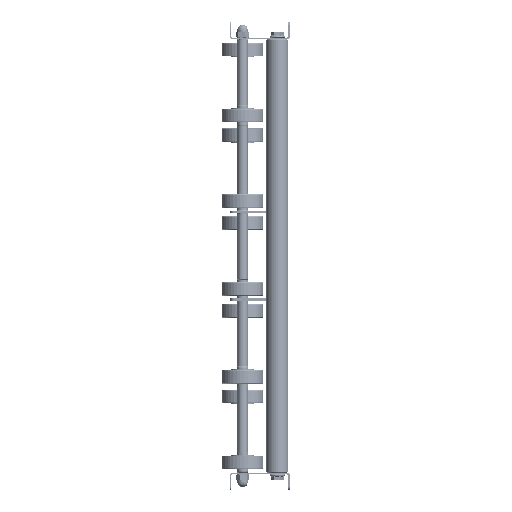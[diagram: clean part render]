
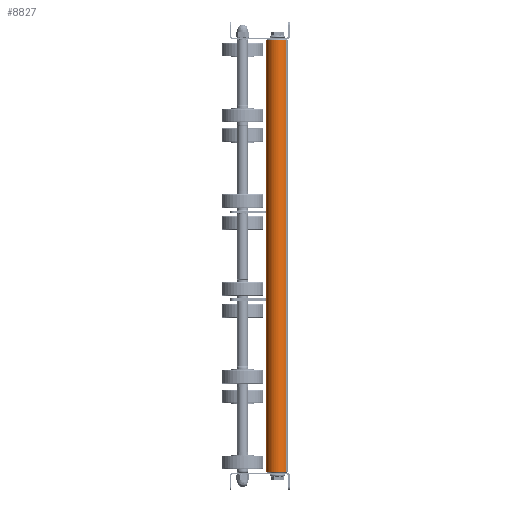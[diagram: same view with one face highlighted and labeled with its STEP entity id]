
A CAD part, left-side view. The second image highlights one B-rep face of the part: STEP entity #8827.
In plain terms, the highlighted cylindrical face has radius 12.5 mm (diameter 25 mm), a partial arc.
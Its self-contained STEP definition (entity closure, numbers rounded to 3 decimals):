
#892 = DIRECTION ( 'NONE',  ( 0., 0., -1. ) ) ;
#931 = EDGE_CURVE ( 'NONE', #14801, #11379, #2903, .T. ) ;
#1773 = AXIS2_PLACEMENT_3D ( 'NONE', #18413, #13944, #892 ) ;
#2567 = DIRECTION ( 'NONE',  ( -1., 0., 0. ) ) ;
#2903 = LINE ( 'NONE', #11951, #11770 ) ;
#3025 = VECTOR ( 'NONE', #2567, 1000. ) ;
#3083 = DIRECTION ( 'NONE',  ( 0., 0., 1. ) ) ;
#3601 = CARTESIAN_POINT ( 'NONE',  ( 499., 0., 12.5 ) ) ;
#5283 = CARTESIAN_POINT ( 'NONE',  ( 1., 0., -12.5 ) ) ;
#5359 = EDGE_CURVE ( 'NONE', #26449, #15527, #8390, .T. ) ;
#7518 = FACE_OUTER_BOUND ( 'NONE', #23514, .T. ) ;
#7579 = CARTESIAN_POINT ( 'NONE',  ( 499., 0., -12.5 ) ) ;
#8390 = LINE ( 'NONE', #11601, #3025 ) ;
#8827 = ADVANCED_FACE ( 'NONE', ( #7518 ), #14651, .T. ) ;
#9725 = DIRECTION ( 'NONE',  ( -1., 0., 0. ) ) ;
#10313 = CIRCLE ( 'NONE', #1773, 12.5 ) ;
#11379 = VERTEX_POINT ( 'NONE', #27263 ) ;
#11601 = CARTESIAN_POINT ( 'NONE',  ( 500., 0., -12.5 ) ) ;
#11770 = VECTOR ( 'NONE', #9725, 1000. ) ;
#11951 = CARTESIAN_POINT ( 'NONE',  ( 500., 0., 12.5 ) ) ;
#13764 = ORIENTED_EDGE ( 'NONE', *, *, #28027, .T. ) ;
#13944 = DIRECTION ( 'NONE',  ( 1., 0., 0. ) ) ;
#14651 = CYLINDRICAL_SURFACE ( 'NONE', #22889, 12.5 ) ;
#14801 = VERTEX_POINT ( 'NONE', #3601 ) ;
#15527 = VERTEX_POINT ( 'NONE', #5283 ) ;
#16071 = AXIS2_PLACEMENT_3D ( 'NONE', #28083, #25992, #16346 ) ;
#16346 = DIRECTION ( 'NONE',  ( 0., 0., -1. ) ) ;
#16467 = ORIENTED_EDGE ( 'NONE', *, *, #5359, .F. ) ;
#16609 = CARTESIAN_POINT ( 'NONE',  ( 500., 0., 0. ) ) ;
#18413 = CARTESIAN_POINT ( 'NONE',  ( 1., 0., 0. ) ) ;
#20991 = ORIENTED_EDGE ( 'NONE', *, *, #931, .T. ) ;
#21204 = DIRECTION ( 'NONE',  ( -1., 0., 0. ) ) ;
#22889 = AXIS2_PLACEMENT_3D ( 'NONE', #16609, #21204, #3083 ) ;
#23514 = EDGE_LOOP ( 'NONE', ( #16467, #13764, #20991, #25185 ) ) ;
#25086 = CIRCLE ( 'NONE', #16071, 12.5 ) ;
#25185 = ORIENTED_EDGE ( 'NONE', *, *, #25526, .T. ) ;
#25526 = EDGE_CURVE ( 'NONE', #11379, #15527, #10313, .T. ) ;
#25992 = DIRECTION ( 'NONE',  ( -1., 0., 0. ) ) ;
#26449 = VERTEX_POINT ( 'NONE', #7579 ) ;
#27263 = CARTESIAN_POINT ( 'NONE',  ( 1., 0., 12.5 ) ) ;
#28027 = EDGE_CURVE ( 'NONE', #26449, #14801, #25086, .T. ) ;
#28083 = CARTESIAN_POINT ( 'NONE',  ( 499., 0., 0. ) ) ;
